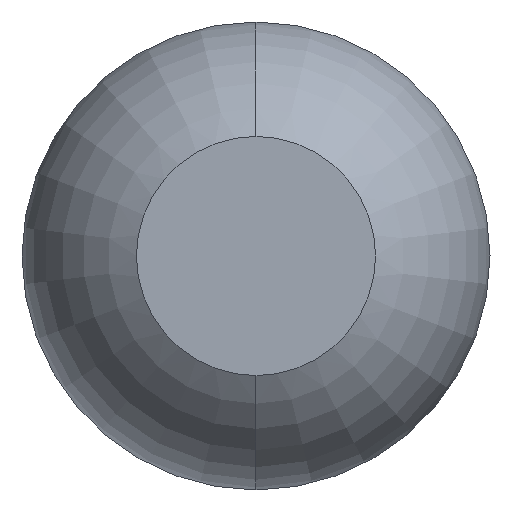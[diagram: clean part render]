
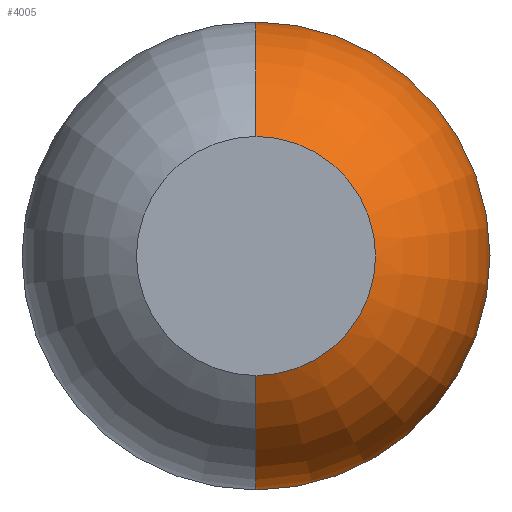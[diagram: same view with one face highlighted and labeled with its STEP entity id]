
A CAD part, front view. The second image highlights one B-rep face of the part: STEP entity #4005.
In plain terms, the highlighted toroidal (fillet/blend) face has major radius 0.035 mm and minor radius 0.65 mm.
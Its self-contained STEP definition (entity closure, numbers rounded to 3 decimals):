
#133 = DIRECTION ( 'NONE',  ( 0., 0., -1. ) ) ;
#145 = EDGE_CURVE ( 'Defeature ausgef�hrt2_21+Defeature ausgef�hrt2_4+Defeature ausgef�hrt2_4+Defeature ausgef�hrt2_4', #725, #1126, #2679, .T. ) ;
#208 = AXIS2_PLACEMENT_3D ( 'NONE', #2367, #3979, #1078 ) ;
#330 = FACE_OUTER_BOUND ( 'NONE', #3795, .T. ) ;
#529 = CIRCLE ( 'NONE', #208, 0.685 ) ;
#599 = CARTESIAN_POINT ( 'NONE',  ( 0., -25., 0. ) ) ;
#602 = AXIS2_PLACEMENT_3D ( 'NONE', #1426, #3644, #1082 ) ;
#725 = VERTEX_POINT ( 'NONE', #1575 ) ;
#976 = TOROIDAL_SURFACE ( 'NONE', #602, 0.035, 0.65 ) ;
#1078 = DIRECTION ( 'NONE',  ( 0., 0., -1. ) ) ;
#1082 = DIRECTION ( 'NONE',  ( 0., 0., -1. ) ) ;
#1126 = VERTEX_POINT ( 'NONE', #1377 ) ;
#1377 = CARTESIAN_POINT ( 'NONE',  ( 0., -25., 0.35 ) ) ;
#1385 = VERTEX_POINT ( 'NONE', #1401 ) ;
#1401 = CARTESIAN_POINT ( 'NONE',  ( 0., -24.431, -0.685 ) ) ;
#1426 = CARTESIAN_POINT ( 'NONE',  ( 0., -24.431, 0. ) ) ;
#1520 = DIRECTION ( 'NONE',  ( -1., 0., 0. ) ) ;
#1564 = ORIENTED_EDGE ( 'NONE', *, *, #1631, .F. ) ;
#1575 = CARTESIAN_POINT ( 'NONE',  ( 0., -25., -0.35 ) ) ;
#1616 = ORIENTED_EDGE ( 'NONE', *, *, #4015, .T. ) ;
#1631 = EDGE_CURVE ( 'NONE', #1385, #725, #3918, .T. ) ;
#1833 = ORIENTED_EDGE ( 'NONE', *, *, #2817, .T. ) ;
#1845 = DIRECTION ( 'NONE',  ( 0., 0., 1. ) ) ;
#2004 = AXIS2_PLACEMENT_3D ( 'NONE', #4087, #1520, #1845 ) ;
#2107 = CARTESIAN_POINT ( 'NONE',  ( 0., -24.431, 0.035 ) ) ;
#2235 = DIRECTION ( 'NONE',  ( 0., -1., 0. ) ) ;
#2338 = VERTEX_POINT ( 'NONE', #3882 ) ;
#2367 = CARTESIAN_POINT ( 'NONE',  ( 0., -24.431, 0. ) ) ;
#2544 = DIRECTION ( 'NONE',  ( 0., 0., -1. ) ) ;
#2599 = AXIS2_PLACEMENT_3D ( 'NONE', #2107, #3003, #133 ) ;
#2679 = CIRCLE ( 'NONE', #3492, 0.35 ) ;
#2817 = EDGE_CURVE ( 'Defeature ausgef�hrt2_4+Defeature ausgef�hrt2_5+Defeature ausgef�hrt2_5+Defeature ausgef�hrt2_5', #1385, #2338, #529, .T. ) ;
#2886 = CIRCLE ( 'NONE', #2599, 0.65 ) ;
#3003 = DIRECTION ( 'NONE',  ( 1., 0., 0. ) ) ;
#3479 = ORIENTED_EDGE ( 'NONE', *, *, #145, .F. ) ;
#3492 = AXIS2_PLACEMENT_3D ( 'NONE', #599, #2235, #2544 ) ;
#3644 = DIRECTION ( 'NONE',  ( 0., -1., 0. ) ) ;
#3795 = EDGE_LOOP ( 'NONE', ( #1833, #1616, #3479, #1564 ) ) ;
#3882 = CARTESIAN_POINT ( 'NONE',  ( 0., -24.431, 0.685 ) ) ;
#3918 = CIRCLE ( 'NONE', #2004, 0.65 ) ;
#3979 = DIRECTION ( 'NONE',  ( 0., -1., 0. ) ) ;
#4005 = ADVANCED_FACE ( 'Defeature ausgef�hrt2_4', ( #330 ), #976, .T. ) ;
#4015 = EDGE_CURVE ( 'NONE', #2338, #1126, #2886, .T. ) ;
#4087 = CARTESIAN_POINT ( 'NONE',  ( 0., -24.431, -0.035 ) ) ;
